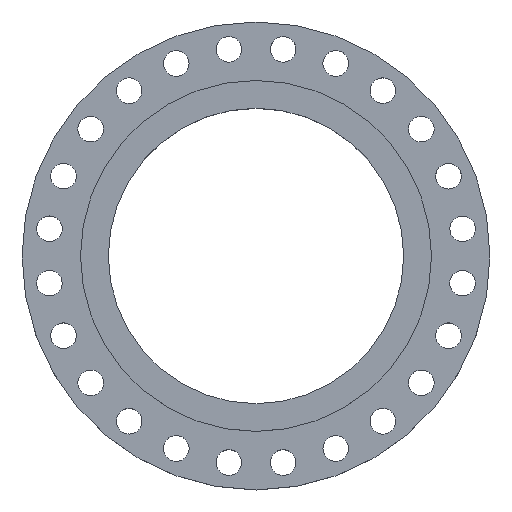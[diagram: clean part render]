
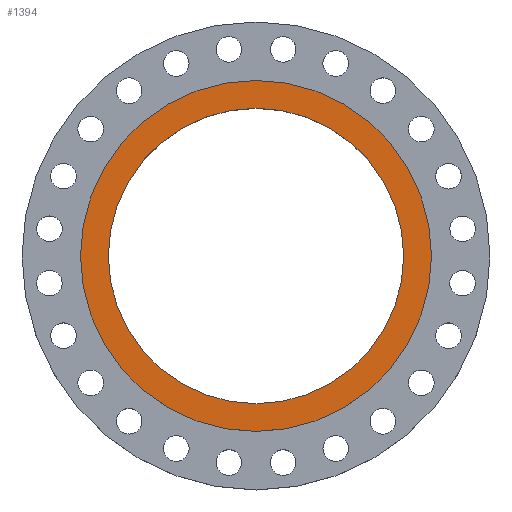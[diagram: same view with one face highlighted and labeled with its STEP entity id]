
A CAD part, top view. The second image highlights one B-rep face of the part: STEP entity #1394.
In plain terms, the highlighted planar face has unit normal (0, 0, 1).
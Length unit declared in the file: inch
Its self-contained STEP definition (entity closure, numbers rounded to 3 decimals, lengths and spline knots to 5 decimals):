
#47 = EDGE_CURVE ( 'NONE', #1619, #1335, #443, .T. ) ;
#84 = CARTESIAN_POINT ( 'NONE',  ( 0., 0., 0. ) ) ;
#108 = EDGE_LOOP ( 'NONE', ( #1588, #1048 ) ) ;
#162 = AXIS2_PLACEMENT_3D ( 'NONE', #84, #563, #775 ) ;
#197 = CIRCLE ( 'NONE', #162, 10.1 ) ;
#207 = VERTEX_POINT ( 'NONE', #1320 ) ;
#322 = EDGE_LOOP ( 'NONE', ( #416, #1516 ) ) ;
#416 = ORIENTED_EDGE ( 'NONE', *, *, #704, .T. ) ;
#443 = CIRCLE ( 'NONE', #963, 10.1 ) ;
#561 = EDGE_CURVE ( 'NONE', #1335, #1619, #197, .T. ) ;
#563 = DIRECTION ( 'NONE',  ( 0., 0., 1. ) ) ;
#652 = CARTESIAN_POINT ( 'NONE',  ( 10.1, 0., 0. ) ) ;
#679 = CARTESIAN_POINT ( 'NONE',  ( -12., 0., 0. ) ) ;
#704 = EDGE_CURVE ( 'NONE', #207, #2172, #1743, .T. ) ;
#775 = DIRECTION ( 'NONE',  ( 1., 0., 0. ) ) ;
#793 = EDGE_CURVE ( 'NONE', #2172, #207, #917, .T. ) ;
#800 = DIRECTION ( 'NONE',  ( 0., 0., 1. ) ) ;
#857 = FACE_BOUND ( 'NONE', #108, .T. ) ;
#870 = CARTESIAN_POINT ( 'NONE',  ( 0., 0., 0. ) ) ;
#908 = DIRECTION ( 'NONE',  ( 1., 0., 0. ) ) ;
#917 = CIRCLE ( 'NONE', #1559, 12. ) ;
#938 = DIRECTION ( 'NONE',  ( 1., 0., 0. ) ) ;
#963 = AXIS2_PLACEMENT_3D ( 'NONE', #2058, #1882, #908 ) ;
#1048 = ORIENTED_EDGE ( 'NONE', *, *, #47, .F. ) ;
#1055 = DIRECTION ( 'NONE',  ( 0., 0., 1. ) ) ;
#1185 = AXIS2_PLACEMENT_3D ( 'NONE', #1937, #800, #938 ) ;
#1268 = DIRECTION ( 'NONE',  ( 0., 0., 1. ) ) ;
#1320 = CARTESIAN_POINT ( 'NONE',  ( 12., 0., 0. ) ) ;
#1335 = VERTEX_POINT ( 'NONE', #652 ) ;
#1342 = FACE_OUTER_BOUND ( 'NONE', #322, .T. ) ;
#1354 = DIRECTION ( 'NONE',  ( 1., 0., 0. ) ) ;
#1394 = ADVANCED_FACE ( 'NONE', ( #857, #1342 ), #1873, .T. ) ;
#1441 = DIRECTION ( 'NONE',  ( 1., 0., 0. ) ) ;
#1516 = ORIENTED_EDGE ( 'NONE', *, *, #793, .T. ) ;
#1559 = AXIS2_PLACEMENT_3D ( 'NONE', #2108, #1268, #1441 ) ;
#1588 = ORIENTED_EDGE ( 'NONE', *, *, #561, .F. ) ;
#1619 = VERTEX_POINT ( 'NONE', #2112 ) ;
#1670 = AXIS2_PLACEMENT_3D ( 'NONE', #870, #1055, #1354 ) ;
#1743 = CIRCLE ( 'NONE', #1185, 12. ) ;
#1873 = PLANE ( 'NONE',  #1670 ) ;
#1882 = DIRECTION ( 'NONE',  ( 0., 0., 1. ) ) ;
#1937 = CARTESIAN_POINT ( 'NONE',  ( 0., 0., 0. ) ) ;
#2058 = CARTESIAN_POINT ( 'NONE',  ( 0., 0., 0. ) ) ;
#2108 = CARTESIAN_POINT ( 'NONE',  ( 0., 0., 0. ) ) ;
#2112 = CARTESIAN_POINT ( 'NONE',  ( -10.1, 0., 0. ) ) ;
#2172 = VERTEX_POINT ( 'NONE', #679 ) ;
